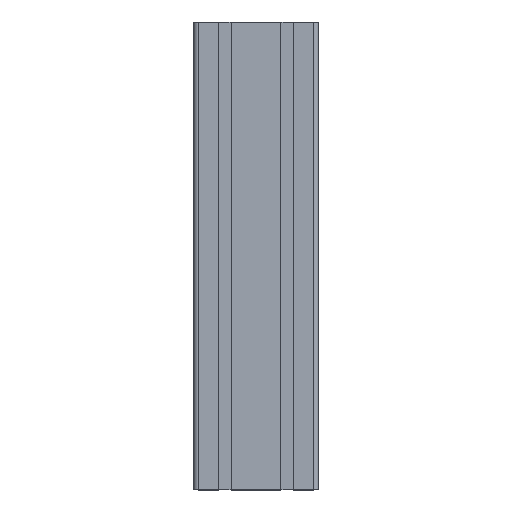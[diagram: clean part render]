
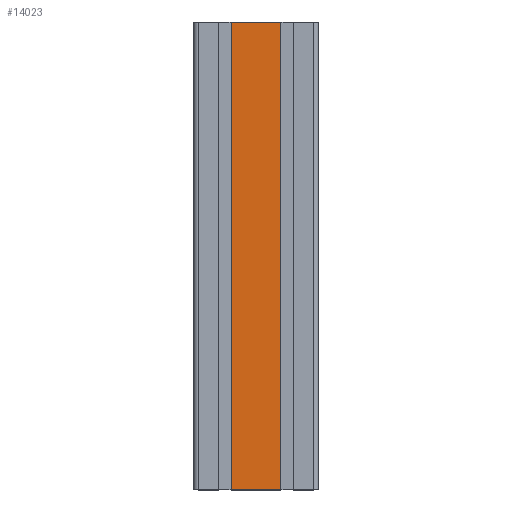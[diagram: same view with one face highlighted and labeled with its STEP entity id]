
A CAD part, top view. The second image highlights one B-rep face of the part: STEP entity #14023.
In plain terms, the highlighted face is planar.
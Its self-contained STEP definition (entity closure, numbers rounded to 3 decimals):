
#5539 = LINE ( 'NONE', #5628, #13779 ) ;
#5565 = CARTESIAN_POINT ( 'NONE',  ( 15.9, 40., 0. ) ) ;
#5575 = LINE ( 'NONE', #5565, #13761 ) ;
#5578 = DIRECTION ( 'NONE',  ( -1., 0., 0. ) ) ;
#5628 = CARTESIAN_POINT ( 'NONE',  ( 15.9, 40., -300. ) ) ;
#5631 = DIRECTION ( 'NONE',  ( 0., 0., 1. ) ) ;
#5643 = LINE ( 'NONE', #5691, #13817 ) ;
#5691 = CARTESIAN_POINT ( 'NONE',  ( 15.9, 40., -300. ) ) ;
#5704 = DIRECTION ( 'NONE',  ( -1., 0., 0. ) ) ;
#7151 = LINE ( 'NONE', #7157, #13935 ) ;
#7157 = CARTESIAN_POINT ( 'NONE',  ( -15.9, 40., -300. ) ) ;
#7161 = DIRECTION ( 'NONE',  ( 0., 0., 1. ) ) ;
#8523 = DIRECTION ( 'NONE',  ( 0., 0., 1. ) ) ;
#8543 = PLANE ( 'NONE',  #11960 ) ;
#8547 = DIRECTION ( 'NONE',  ( 0., 1., 0. ) ) ;
#8550 = CARTESIAN_POINT ( 'NONE',  ( 15.9, 40., -300. ) ) ;
#8566 = FACE_OUTER_BOUND ( 'NONE', #11880, .T. ) ;
#10602 = CARTESIAN_POINT ( 'NONE',  ( 15.9, 40., 0. ) ) ;
#10614 = CARTESIAN_POINT ( 'NONE',  ( -15.9, 40., -300. ) ) ;
#10625 = CARTESIAN_POINT ( 'NONE',  ( 15.9, 40., -300. ) ) ;
#10641 = CARTESIAN_POINT ( 'NONE',  ( -15.9, 40., 0. ) ) ;
#11618 = VERTEX_POINT ( 'NONE', #10602 ) ;
#11625 = VERTEX_POINT ( 'NONE', #10625 ) ;
#11630 = VERTEX_POINT ( 'NONE', #10641 ) ;
#11642 = VERTEX_POINT ( 'NONE', #10614 ) ;
#11880 = EDGE_LOOP ( 'NONE', ( #17056, #17041, #17054, #17008 ) ) ;
#11960 = AXIS2_PLACEMENT_3D ( 'NONE', #8550, #8547, #8523 ) ;
#13761 = VECTOR ( 'NONE', #5578, 1000. ) ;
#13779 = VECTOR ( 'NONE', #5631, 1000. ) ;
#13817 = VECTOR ( 'NONE', #5704, 1000. ) ;
#13935 = VECTOR ( 'NONE', #7161, 1000. ) ;
#14023 = ADVANCED_FACE ( 'PLANAR_31', ( #8566 ), #8543, .T. ) ;
#15534 = EDGE_CURVE ( 'NONE', #11618, #11630, #5575, .T. ) ;
#15543 = EDGE_CURVE ( 'NONE', #11625, #11618, #5539, .T. ) ;
#15574 = EDGE_CURVE ( 'NONE', #11625, #11642, #5643, .T. ) ;
#15650 = EDGE_CURVE ( 'NONE', #11642, #11630, #7151, .T. ) ;
#17008 = ORIENTED_EDGE ( 'NONE', *, *, #15650, .T. ) ;
#17041 = ORIENTED_EDGE ( 'NONE', *, *, #15543, .F. ) ;
#17054 = ORIENTED_EDGE ( 'NONE', *, *, #15574, .T. ) ;
#17056 = ORIENTED_EDGE ( 'NONE', *, *, #15534, .F. ) ;
